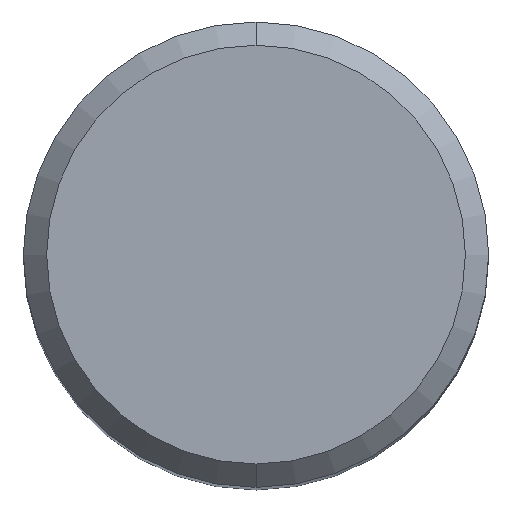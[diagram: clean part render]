
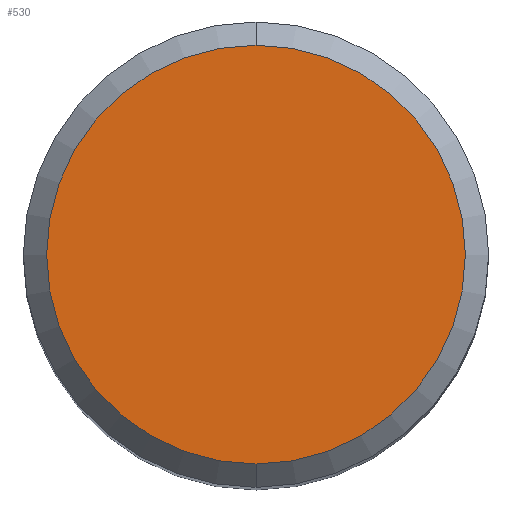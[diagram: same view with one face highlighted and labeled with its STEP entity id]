
A CAD part, top view. The second image highlights one B-rep face of the part: STEP entity #530.
In plain terms, the highlighted planar face has unit normal (0, 0, 1).
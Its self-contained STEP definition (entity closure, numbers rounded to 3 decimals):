
#518=VERTEX_POINT('',#1131);
#530=ADVANCED_FACE('',(#1143),#1144,.T.);
#534=EDGE_CURVE('',#518,#694,#1148,.T.);
#680=EDGE_CURVE('',#694,#518,#1305,.T.);
#694=VERTEX_POINT('',#1319);
#1131=CARTESIAN_POINT('',(0.0,9.0,0.0));
#1143=FACE_OUTER_BOUND('',#2575,.T.);
#1144=PLANE('',#2576);
#1148=CIRCLE('',#2581,9.0);
#1305=CIRCLE('',#4650,9.0);
#1319=CARTESIAN_POINT('',(0.,-9.0,0.0));
#2575=EDGE_LOOP('',(#10717,#10718));
#2576=AXIS2_PLACEMENT_3D('',#10719,#10720,#10721);
#2581=AXIS2_PLACEMENT_3D('',#10722,#10723,#10724);
#4650=AXIS2_PLACEMENT_3D('',#10870,#10871,#10872);
#10717=ORIENTED_EDGE('',*,*,#534,.F.);
#10718=ORIENTED_EDGE('',*,*,#680,.F.);
#10719=CARTESIAN_POINT('',(0.0,4.5,0.0));
#10720=DIRECTION('',(-0.0,0.0,1.0));
#10721=DIRECTION('',(0.0,-1.0,0.0));
#10722=CARTESIAN_POINT('',(0.0,0.0,0.0));
#10723=DIRECTION('',(0.0,0.0,-1.0));
#10724=DIRECTION('',(0.0,1.0,0.0));
#10870=CARTESIAN_POINT('',(0.0,0.0,0.0));
#10871=DIRECTION('',(0.0,0.0,-1.0));
#10872=DIRECTION('',(0.0,1.0,0.0));
